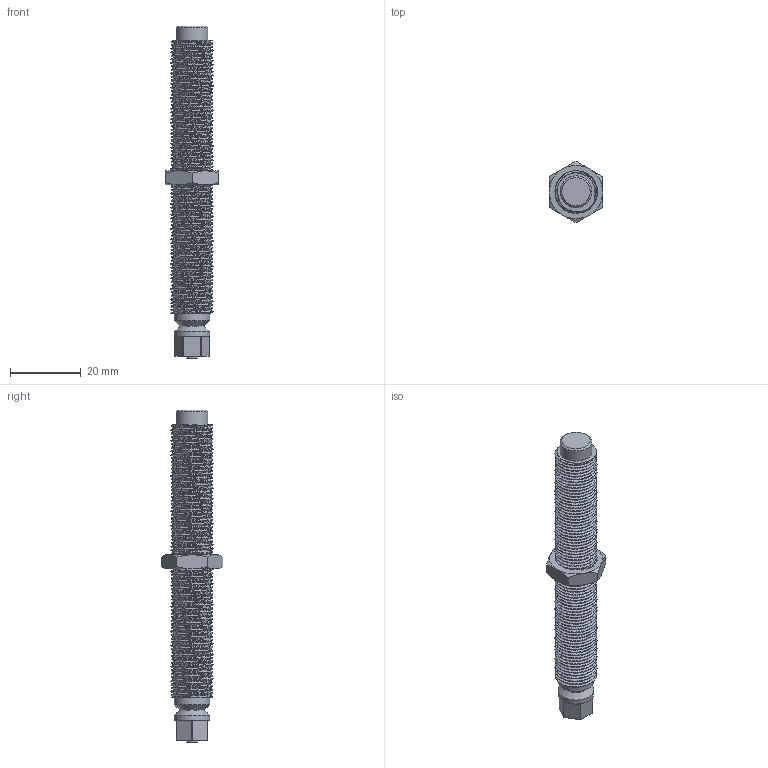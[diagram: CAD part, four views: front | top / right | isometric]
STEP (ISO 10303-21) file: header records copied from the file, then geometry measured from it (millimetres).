
FILE_DESCRIPTION(/* description */ (''),/* implementation_level */ '2;1');
FILE_NAME(/* name */ '688bf336-754b-4bf8-8631-3b5dac62d899.stp',/* time_stamp */ '2020-11-20T09:35:03+00:00',/* author */ (''),/* organization */ (''),/* preprocessor_version */ 'ST-DEVELOPER v18.1',/* originating_system */ 'Autodesk Translation Framework v9.3.0.1241',/* authorisation */ '');
FILE_SCHEMA (('AUTOMOTIVE_DESIGN { 1 0 10303 214 3 1 1 }'));
Length unit declared in the file: millimetre
Products named in the file (3): AS 12/80; Hex_nut_M12; Screw_M12
Assembly tree (2 placements, depth 2):
  AS 12/80
    Hex_nut_M12
    Screw_M12
Bounding box: 15.08 x 17.41 x 94 mm (x, y, z)
Volume: 9106.5 mm3; surface area: 5908.2 mm2
Topology: 2 solids, 2 shells, 231 faces, 653 edges, 430 vertices
Faces by surface type: cylinder 173, plane 38, cone 16, bspline 4
Full cylindrical faces by diameter (mm): 3 x1, 6 x1, 9 x1, 10 x2, 10.741 x24, 11.035 x4, 11.884 x47, 12.152 x3
Entity records: 17329 total; most frequent: CARTESIAN_POINT 12041, ORIENTED_EDGE 1306, DIRECTION 775, EDGE_CURVE 653, VERTEX_POINT 430, B_SPLINE_CURVE_WITH_KNOTS 341, AXIS2_PLACEMENT_3D 274, EDGE_LOOP 237
